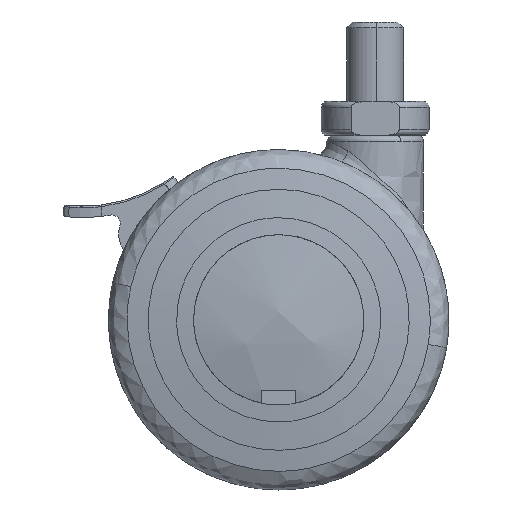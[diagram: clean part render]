
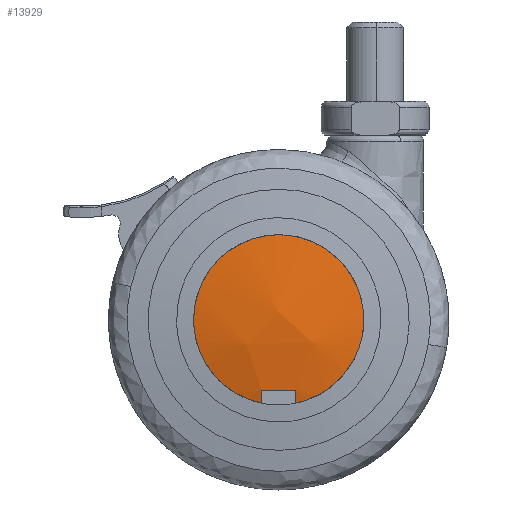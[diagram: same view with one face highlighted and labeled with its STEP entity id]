
A CAD part, front view. The second image highlights one B-rep face of the part: STEP entity #13929.
In plain terms, the highlighted free-form (B-spline) face has degree [2, 2] with [4, 4] control points.
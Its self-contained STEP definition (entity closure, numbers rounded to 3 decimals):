
#11810=CARTESIAN_POINT('',(3.0,-23.033,-12.4));
#11811=VERTEX_POINT('',#11810);
#11812=CARTESIAN_POINT('',(-3.0,-23.033,-12.4));
#11813=VERTEX_POINT('',#11812);
#11814=CARTESIAN_POINT('',(3.,-23.033,-12.4));
#11815=CARTESIAN_POINT('',(0.,-23.187,-12.4));
#11816=CARTESIAN_POINT('',(-3.,-23.033,-12.4));
#11824=(BOUNDED_CURVE()B_SPLINE_CURVE(2,(#11814,#11815,#11816),.UNSPECIFIED.,.F.,.U.)CURVE()GEOMETRIC_REPRESENTATION_ITEM()QUASI_UNIFORM_CURVE()RATIONAL_B_SPLINE_CURVE((1.0,0.999,1.0))REPRESENTATION_ITEM(''));
#11825=EDGE_CURVE('',#11811,#11813,#11824,.T.);
#11854=CARTESIAN_POINT('',(3.0,-22.5,-14.697));
#11855=VERTEX_POINT('',#11854);
#11856=CARTESIAN_POINT('',(3.0,-22.5,-14.697));
#11857=CARTESIAN_POINT('',(3.,-22.789,-13.554));
#11858=CARTESIAN_POINT('',(3.0,-23.033,-12.4));
#11866=(BOUNDED_CURVE()B_SPLINE_CURVE(2,(#11856,#11857,#11858),.UNSPECIFIED.,.F.,.U.)CURVE()GEOMETRIC_REPRESENTATION_ITEM()QUASI_UNIFORM_CURVE()RATIONAL_B_SPLINE_CURVE((1.0,1.,1.0))REPRESENTATION_ITEM(''));
#11867=EDGE_CURVE('',#11855,#11811,#11866,.T.);
#11890=CARTESIAN_POINT('',(-3.0,-22.5,-14.697));
#11891=VERTEX_POINT('',#11890);
#11892=CARTESIAN_POINT('',(-3.0,-23.033,-12.4));
#11893=CARTESIAN_POINT('',(-3.0,-22.789,-13.554));
#11894=CARTESIAN_POINT('',(-3.0,-22.5,-14.697));
#11902=(BOUNDED_CURVE()B_SPLINE_CURVE(2,(#11892,#11893,#11894),.UNSPECIFIED.,.F.,.U.)CURVE()GEOMETRIC_REPRESENTATION_ITEM()QUASI_UNIFORM_CURVE()RATIONAL_B_SPLINE_CURVE((1.0,1.,1.0))REPRESENTATION_ITEM(''));
#11903=EDGE_CURVE('',#11813,#11891,#11902,.T.);
#13875=CARTESIAN_POINT('',(-3.0,-22.5,-14.697));
#13876=CARTESIAN_POINT('',(-16.287,-22.5,-11.985));
#13877=CARTESIAN_POINT('',(-14.924,-22.5,1.508));
#13878=CARTESIAN_POINT('',(-13.561,-22.5,15.));
#13879=CARTESIAN_POINT('',(0.0,-22.5,15.0));
#13880=CARTESIAN_POINT('',(13.561,-22.5,15.));
#13881=CARTESIAN_POINT('',(14.924,-22.5,1.508));
#13882=CARTESIAN_POINT('',(16.287,-22.5,-11.985));
#13883=CARTESIAN_POINT('',(3.0,-22.5,-14.697));
#13891=(BOUNDED_CURVE()B_SPLINE_CURVE(2,(#13875,#13876,#13877,#13878,#13879,#13880,#13881,#13882,#13883),.UNSPECIFIED.,.F.,.U.)B_SPLINE_CURVE_WITH_KNOTS((3,2,2,2,3),(0.0,0.25,0.5,0.75,1.0),.UNSPECIFIED.)CURVE()GEOMETRIC_REPRESENTATION_ITEM()RATIONAL_B_SPLINE_CURVE((1.0,0.742,1.0,0.742,1.0,0.742,1.0,0.742,1.0))REPRESENTATION_ITEM(''));
#13892=EDGE_CURVE('',#11891,#11855,#13891,.T.);
#13899=CARTESIAN_POINT('',(-16.098,-19.988,-15.856));
#13900=CARTESIAN_POINT('',(-8.203,-22.196,-16.133));
#13901=CARTESIAN_POINT('',(8.203,-22.196,-16.133));
#13902=CARTESIAN_POINT('',(16.098,-19.988,-15.856));
#13903=CARTESIAN_POINT('',(-16.446,-22.287,-7.443));
#13904=CARTESIAN_POINT('',(-8.383,-24.588,-7.562));
#13905=CARTESIAN_POINT('',(8.383,-24.588,-7.562));
#13906=CARTESIAN_POINT('',(16.446,-22.287,-7.443));
#13907=CARTESIAN_POINT('',(-16.446,-21.925,8.832));
#13908=CARTESIAN_POINT('',(-8.383,-24.219,9.031));
#13909=CARTESIAN_POINT('',(8.383,-24.219,9.031));
#13910=CARTESIAN_POINT('',(16.446,-21.925,8.832));
#13911=CARTESIAN_POINT('',(-16.184,-19.893,16.099));
#13912=CARTESIAN_POINT('',(-8.248,-22.111,16.433));
#13913=CARTESIAN_POINT('',(8.248,-22.111,16.433));
#13914=CARTESIAN_POINT('',(16.184,-19.893,16.099));
#13922=(BOUNDED_SURFACE()B_SPLINE_SURFACE(2,2,((#13899,#13903,#13907,#13911),(#13900,#13904,#13908,#13912),(#13901,#13905,#13909,#13913),(#13902,#13906,#13910,#13914)),.UNSPECIFIED.,.F.,.F.,.U.)B_SPLINE_SURFACE_WITH_KNOTS((3,1,3),(3,1,3),(14.483,30.682,46.882),(13.486,30.682,45.556),.UNSPECIFIED.)GEOMETRIC_REPRESENTATION_ITEM()RATIONAL_B_SPLINE_SURFACE(((1.042,1.02,1.02,1.036),(1.022,1.0,1.0,1.016),(1.022,1.0,1.0,1.016),(1.042,1.02,1.02,1.036)))REPRESENTATION_ITEM('')SURFACE());
#13923=ORIENTED_EDGE('',*,*,#11903,.F.);
#13924=ORIENTED_EDGE('',*,*,#11825,.F.);
#13925=ORIENTED_EDGE('',*,*,#11867,.F.);
#13926=ORIENTED_EDGE('',*,*,#13892,.F.);
#13927=EDGE_LOOP('',(#13923,#13924,#13925,#13926));
#13928=FACE_OUTER_BOUND('',#13927,.T.);
#13929=ADVANCED_FACE('',(#13928),#13922,.T.);
